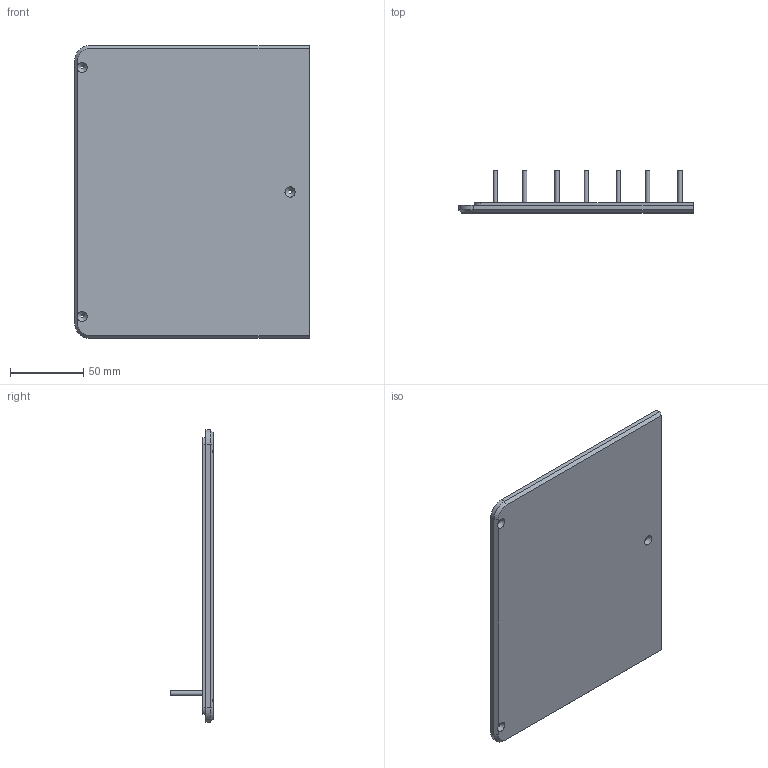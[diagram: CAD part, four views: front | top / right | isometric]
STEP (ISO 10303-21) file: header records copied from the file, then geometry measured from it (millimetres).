
FILE_DESCRIPTION(/* description */ (''),/* implementation_level */ '2;1');
FILE_NAME(/* name */ 'Bottom L.step',/* time_stamp */ '2026-02-01T10:48:37Z',/* author */ (''),/* organization */ (''),/* preprocessor_version */ 'ST-DEVELOPER v20.1',/* originating_system */ 'Autodesk Translation Framework v14.24.0.0',/* authorisation */ '');
FILE_SCHEMA (('AUTOMOTIVE_DESIGN { 1 0 10303 214 3 1 1 }'));
Length unit declared in the file: millimetre
Products named in the file (1): Bottom L
Bounding box: 160 x 29 x 200 mm (x, y, z)
Volume: 216187.8 mm3; surface area: 69746.9 mm2
Topology: 1 solids, 1 shells, 39 faces, 89 edges, 57 vertices
Faces by surface type: plane 20, cylinder 14, cone 5
Full cylindrical faces by diameter (mm): 2 x3, 3 x7
Entity records: 1148 total; most frequent: DIRECTION 198, CARTESIAN_POINT 194, ORIENTED_EDGE 178, EDGE_CURVE 89, AXIS2_PLACEMENT_3D 73, VERTEX_POINT 57, LINE 52, VECTOR 52
